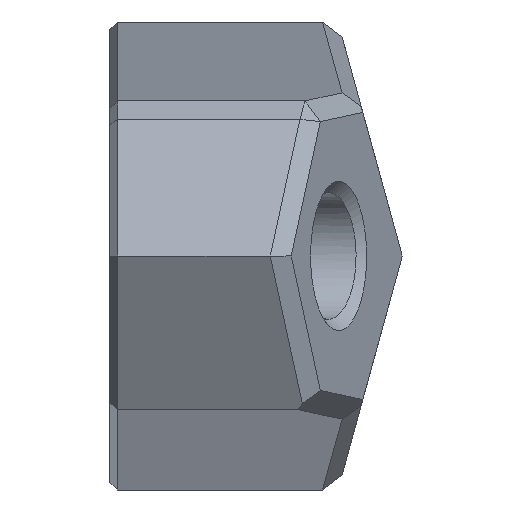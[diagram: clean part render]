
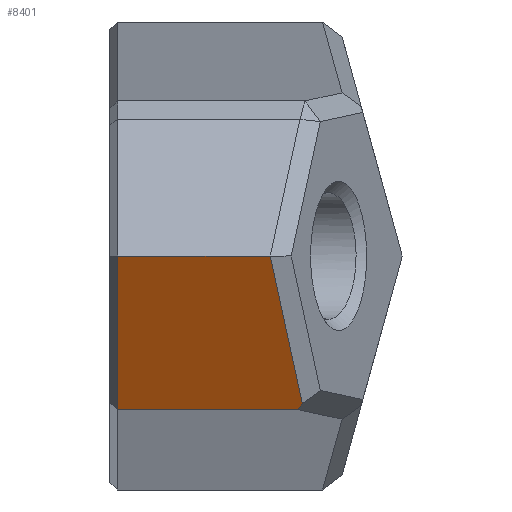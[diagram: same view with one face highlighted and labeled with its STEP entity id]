
A CAD part, left-side view. The second image highlights one B-rep face of the part: STEP entity #8401.
In plain terms, the highlighted planar face has unit normal (-0.866, 0, -0.5).
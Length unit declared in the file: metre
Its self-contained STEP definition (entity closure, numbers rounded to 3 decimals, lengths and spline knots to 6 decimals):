
#1562=ORIENTED_EDGE('',*,*,#3406,.T.);
#1563=ORIENTED_EDGE('',*,*,#3407,.T.);
#1564=ORIENTED_EDGE('',*,*,#3279,.F.);
#1565=ORIENTED_EDGE('',*,*,#3408,.T.);
#1566=ORIENTED_EDGE('',*,*,#3409,.T.);
#3279=EDGE_CURVE('',#4286,#4287,#5149,.T.);
#3406=EDGE_CURVE('',#4385,#4386,#5273,.T.);
#3407=EDGE_CURVE('',#4386,#4287,#5274,.T.);
#3408=EDGE_CURVE('',#4286,#4387,#5275,.T.);
#3409=EDGE_CURVE('',#4387,#4385,#5276,.T.);
#4286=VERTEX_POINT('',#13224);
#4287=VERTEX_POINT('',#13225);
#4385=VERTEX_POINT('',#13493);
#4386=VERTEX_POINT('',#13494);
#4387=VERTEX_POINT('',#13497);
#5149=LINE('',#13223,#6133);
#5273=LINE('',#13492,#6257);
#5274=LINE('',#13495,#6258);
#5275=LINE('',#13496,#6259);
#5276=LINE('',#13498,#6260);
#6133=VECTOR('',#10859,1.);
#6257=VECTOR('',#11037,1.);
#6258=VECTOR('',#11038,1.);
#6259=VECTOR('',#11039,1.);
#6260=VECTOR('',#11040,1.);
#6917=EDGE_LOOP('',(#1562,#1563,#1564,#1565,#1566));
#7476=FACE_BOUND('',#6917,.T.);
#7974=PLANE('',#9527);
#8401=ADVANCED_FACE('',(#7476),#7974,.T.);
#9527=AXIS2_PLACEMENT_3D('',#13491,#11035,#11036);
#10859=DIRECTION('',(0.,1.,0.));
#11035=DIRECTION('',(-0.866,0.,-0.5));
#11036=DIRECTION('',(-0.5,0.,0.866));
#11037=DIRECTION('',(0.,1.,0.));
#11038=DIRECTION('',(0.5,0.,-0.866));
#11039=DIRECTION('',(-0.411,-0.568,0.713));
#11040=DIRECTION('',(-0.491,0.184,0.851));
#13223=CARTESIAN_POINT('',(-0.065455,-0.025,-0.007872));
#13224=CARTESIAN_POINT('',(-0.065455,-0.009637,-0.007872));
#13225=CARTESIAN_POINT('',(-0.065455,-0.0004,-0.007872));
#13491=CARTESIAN_POINT('',(-0.067728,-0.025,-0.003936));
#13492=CARTESIAN_POINT('',(-0.07,-0.025,0.));
#13493=CARTESIAN_POINT('',(-0.07,-0.008235,0.));
#13494=CARTESIAN_POINT('',(-0.07,-0.0004,0.));
#13495=CARTESIAN_POINT('',(-0.065455,-0.0004,-0.007872));
#13496=CARTESIAN_POINT('',(-0.070586,-0.016725,0.001015));
#13497=CARTESIAN_POINT('',(-0.065628,-0.009875,-0.007573));
#13498=CARTESIAN_POINT('',(-0.066286,-0.009628,-0.006432));
